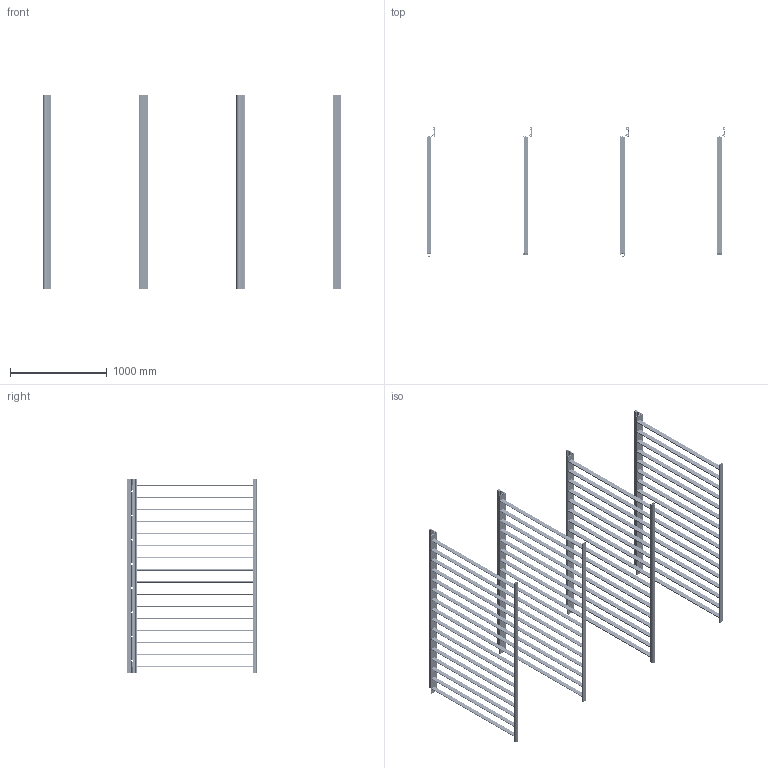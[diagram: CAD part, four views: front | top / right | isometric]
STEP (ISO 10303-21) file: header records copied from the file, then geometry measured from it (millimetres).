
FILE_DESCRIPTION(/* description */ (''),/* implementation_level */ '2;1');
FILE_NAME(/* name */ 'BALUGA easy_Side oben_Index A.stp',/* time_stamp */ '2023-08-04T10:11:05+02:00',/* author */ ('Blehm'),/* organization */ (''),/* preprocessor_version */ 'ST-DEVELOPER v20',/* originating_system */ 'Autodesk Inventor 2024',/* authorisation */ '');
FILE_SCHEMA (('AUTOMOTIVE_DESIGN { 1 0 10303 214 3 1 1 }'));
Products named in the file (7): Side Oben Varianten; Side Up 2000mm; Geländerstab rechteckig 1200mm; Geländerstab abgerundet 1200mm; Obergurt 2000mm; Handlauf eckig 2000mm; Handlauf halbrund 2000mm
Assembly tree (76 placements, depth 2):
  Side Oben Varianten
    Side Up 2000mm  x4
    Geländerstab rechteckig 1200mm  x32
    Geländerstab abgerundet 1200mm  x32
    Obergurt 2000mm  x4
    Handlauf eckig 2000mm  x2
    Handlauf halbrund 2000mm  x2
Bounding box: 3085.99 x 1335 x 1998 mm (x, y, z)
Volume: 42881777.8 mm3; surface area: 27512879 mm2
Topology: 76 solids, 76 shells, 11692 faces, 34428 edges, 22568 vertices
Faces by surface type: cylinder 6300, plane 5392
Full cylindrical faces by diameter (mm): 6.5 x256, 16 x128, 20 x32
Entity records: 78810 total; most frequent: CARTESIAN_POINT 21721, ORIENTED_EDGE 12318, DIRECTION 11873, EDGE_CURVE 6159, AXIS2_PLACEMENT_3D 4462, VERTEX_POINT 4010, LINE 2949, VECTOR 2949
